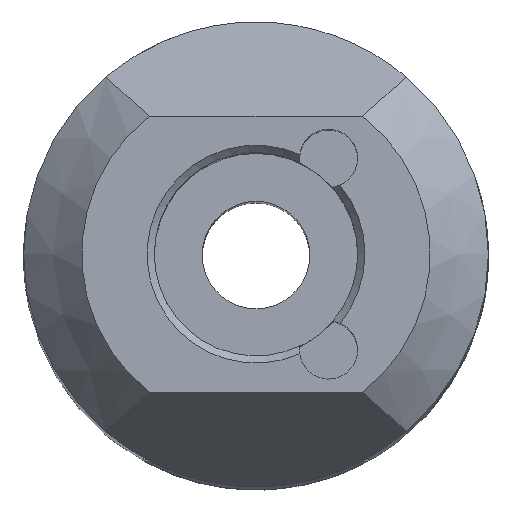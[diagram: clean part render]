
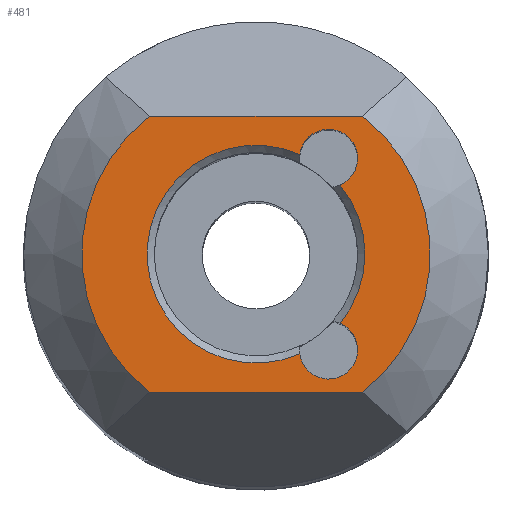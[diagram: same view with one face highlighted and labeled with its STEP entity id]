
A CAD part, top view. The second image highlights one B-rep face of the part: STEP entity #481.
In plain terms, the highlighted planar face has unit normal (0, 0, 1).
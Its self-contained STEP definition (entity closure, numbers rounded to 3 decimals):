
#8 = ORIENTED_EDGE ( 'NONE', *, *, #1112, .F. ) ;
#24 = AXIS2_PLACEMENT_3D ( 'NONE', #1253, #104, #920 ) ;
#58 = VERTEX_POINT ( 'NONE', #1465 ) ;
#67 = FACE_BOUND ( 'NONE', #1471, .T. ) ;
#72 = LINE ( 'NONE', #563, #694 ) ;
#93 = EDGE_CURVE ( 'NONE', #755, #335, #886, .T. ) ;
#104 = DIRECTION ( 'NONE',  ( 0., 0., 1. ) ) ;
#108 = DIRECTION ( 'NONE',  ( 1., 0., 0. ) ) ;
#160 = CARTESIAN_POINT ( 'NONE',  ( 0., 0., 75. ) ) ;
#171 = AXIS2_PLACEMENT_3D ( 'NONE', #1325, #537, #495 ) ;
#222 = AXIS2_PLACEMENT_3D ( 'NONE', #1606, #1782, #1314 ) ;
#312 = ORIENTED_EDGE ( 'NONE', *, *, #93, .F. ) ;
#318 = VECTOR ( 'NONE', #1341, 1000. ) ;
#335 = VERTEX_POINT ( 'NONE', #1355 ) ;
#343 = CIRCLE ( 'NONE', #171, 6. ) ;
#481 = ADVANCED_FACE ( 'NONE', ( #1215, #67 ), #2078, .T. ) ;
#495 = DIRECTION ( 'NONE',  ( 1., 0., 0. ) ) ;
#537 = DIRECTION ( 'NONE',  ( 0., 0., 1. ) ) ;
#546 = EDGE_CURVE ( 'NONE', #1565, #335, #668, .T. ) ;
#551 = CARTESIAN_POINT ( 'NONE',  ( 1.509, -3.433, 75. ) ) ;
#563 = CARTESIAN_POINT ( 'NONE',  ( -8.1, -4.75, 75. ) ) ;
#591 = CIRCLE ( 'NONE', #972, 3.75 ) ;
#636 = ORIENTED_EDGE ( 'NONE', *, *, #1599, .T. ) ;
#648 = DIRECTION ( 'NONE',  ( 1., 0., 0. ) ) ;
#668 = CIRCLE ( 'NONE', #1321, 3.75 ) ;
#694 = VECTOR ( 'NONE', #1557, 1000. ) ;
#755 = VERTEX_POINT ( 'NONE', #551 ) ;
#778 = DIRECTION ( 'NONE',  ( 0., 0., 1. ) ) ;
#784 = CIRCLE ( 'NONE', #24, 1. ) ;
#825 = DIRECTION ( 'NONE',  ( 1., 0., 0. ) ) ;
#826 = DIRECTION ( 'NONE',  ( 0., 0., -1. ) ) ;
#857 = CARTESIAN_POINT ( 'NONE',  ( -3.666, 4.75, 75. ) ) ;
#886 = CIRCLE ( 'NONE', #1095, 1. ) ;
#920 = DIRECTION ( 'NONE',  ( 1., 0., 0. ) ) ;
#972 = AXIS2_PLACEMENT_3D ( 'NONE', #1677, #826, #1351 ) ;
#988 = CARTESIAN_POINT ( 'NONE',  ( 2.5, -3.3, 75. ) ) ;
#998 = DIRECTION ( 'NONE',  ( 0., 0., 1. ) ) ;
#1003 = LINE ( 'NONE', #1171, #318 ) ;
#1095 = AXIS2_PLACEMENT_3D ( 'NONE', #988, #998, #648 ) ;
#1112 = EDGE_CURVE ( 'NONE', #1914, #1137, #1003, .T. ) ;
#1115 = AXIS2_PLACEMENT_3D ( 'NONE', #1913, #778, #108 ) ;
#1137 = VERTEX_POINT ( 'NONE', #1479 ) ;
#1154 = ORIENTED_EDGE ( 'NONE', *, *, #1912, .T. ) ;
#1171 = CARTESIAN_POINT ( 'NONE',  ( -8.1, 4.75, 75. ) ) ;
#1179 = VERTEX_POINT ( 'NONE', #1817 ) ;
#1187 = CARTESIAN_POINT ( 'NONE',  ( 2.896, 2.382, 75. ) ) ;
#1215 = FACE_OUTER_BOUND ( 'NONE', #2025, .T. ) ;
#1250 = VERTEX_POINT ( 'NONE', #1730 ) ;
#1253 = CARTESIAN_POINT ( 'NONE',  ( 2.5, 3.3, 75. ) ) ;
#1308 = EDGE_CURVE ( 'NONE', #1565, #1179, #784, .T. ) ;
#1314 = DIRECTION ( 'NONE',  ( 1., 0., 0. ) ) ;
#1321 = AXIS2_PLACEMENT_3D ( 'NONE', #160, #1982, #825 ) ;
#1325 = CARTESIAN_POINT ( 'NONE',  ( 0., 0., 75. ) ) ;
#1341 = DIRECTION ( 'NONE',  ( 1., 0., 0. ) ) ;
#1351 = DIRECTION ( 'NONE',  ( 1., 0., 0. ) ) ;
#1355 = CARTESIAN_POINT ( 'NONE',  ( 2.896, -2.382, 75. ) ) ;
#1368 = EDGE_CURVE ( 'NONE', #1914, #58, #1710, .T. ) ;
#1465 = CARTESIAN_POINT ( 'NONE',  ( -3.666, -4.75, 75. ) ) ;
#1471 = EDGE_LOOP ( 'NONE', ( #1937, #1652, #312, #1154 ) ) ;
#1479 = CARTESIAN_POINT ( 'NONE',  ( 3.666, 4.75, 75. ) ) ;
#1557 = DIRECTION ( 'NONE',  ( 1., 0., 0. ) ) ;
#1565 = VERTEX_POINT ( 'NONE', #1187 ) ;
#1599 = EDGE_CURVE ( 'NONE', #1250, #1137, #343, .T. ) ;
#1606 = CARTESIAN_POINT ( 'NONE',  ( 0., 0., 75. ) ) ;
#1652 = ORIENTED_EDGE ( 'NONE', *, *, #546, .T. ) ;
#1677 = CARTESIAN_POINT ( 'NONE',  ( 0., 0., 75. ) ) ;
#1710 = CIRCLE ( 'NONE', #222, 6. ) ;
#1730 = CARTESIAN_POINT ( 'NONE',  ( 3.666, -4.75, 75. ) ) ;
#1759 = ORIENTED_EDGE ( 'NONE', *, *, #1368, .T. ) ;
#1782 = DIRECTION ( 'NONE',  ( 0., 0., 1. ) ) ;
#1817 = CARTESIAN_POINT ( 'NONE',  ( 1.509, 3.433, 75. ) ) ;
#1912 = EDGE_CURVE ( 'NONE', #755, #1179, #591, .T. ) ;
#1913 = CARTESIAN_POINT ( 'NONE',  ( 0., 0., 75. ) ) ;
#1914 = VERTEX_POINT ( 'NONE', #857 ) ;
#1937 = ORIENTED_EDGE ( 'NONE', *, *, #1308, .F. ) ;
#1982 = DIRECTION ( 'NONE',  ( 0., 0., -1. ) ) ;
#2025 = EDGE_LOOP ( 'NONE', ( #2135, #636, #8, #1759 ) ) ;
#2078 = PLANE ( 'NONE',  #1115 ) ;
#2118 = EDGE_CURVE ( 'NONE', #58, #1250, #72, .T. ) ;
#2135 = ORIENTED_EDGE ( 'NONE', *, *, #2118, .T. ) ;
